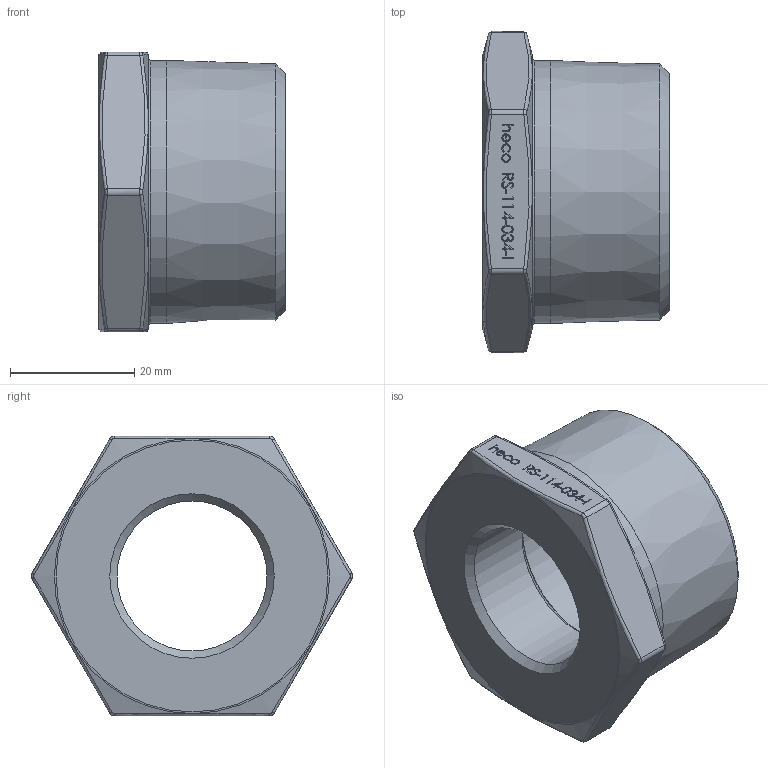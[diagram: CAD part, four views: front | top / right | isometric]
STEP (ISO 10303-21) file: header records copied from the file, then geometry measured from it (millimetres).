
FILE_DESCRIPTION (( 'STEP AP214' ), '1' );
FILE_NAME ('RS-114-034-I 2401.STEP', '2024-01-08T11:46:49', ( '' ), ( '' ), 'SwSTEP 2.0', 'SolidWorks 2019', '' );
FILE_SCHEMA (( 'AUTOMOTIVE_DESIGN' ));
Length unit declared in the file: millimetre
Products named in the file (1): RS-114-034-I 2401
Bounding box: 30 x 51.65 x 45 mm (x, y, z)
Volume: 28272.3 mm3; surface area: 8654.5 mm2
Topology: 1 solids, 1 shells, 236 faces, 603 edges, 392 vertices
Faces by surface type: plane 114, bspline 102, cylinder 9, cone 6, torus 5
Full cylindrical faces by diameter (mm): 24.117 x1, 26.841 x1, 42.31 x1
Entity records: 13616 total; most frequent: CARTESIAN_POINT 6712, ORIENTED_EDGE 1166, DIRECTION 689, EDGE_CURVE 583, VERTEX_POINT 386, LINE 339, VECTOR 339, EDGE_LOOP 275
